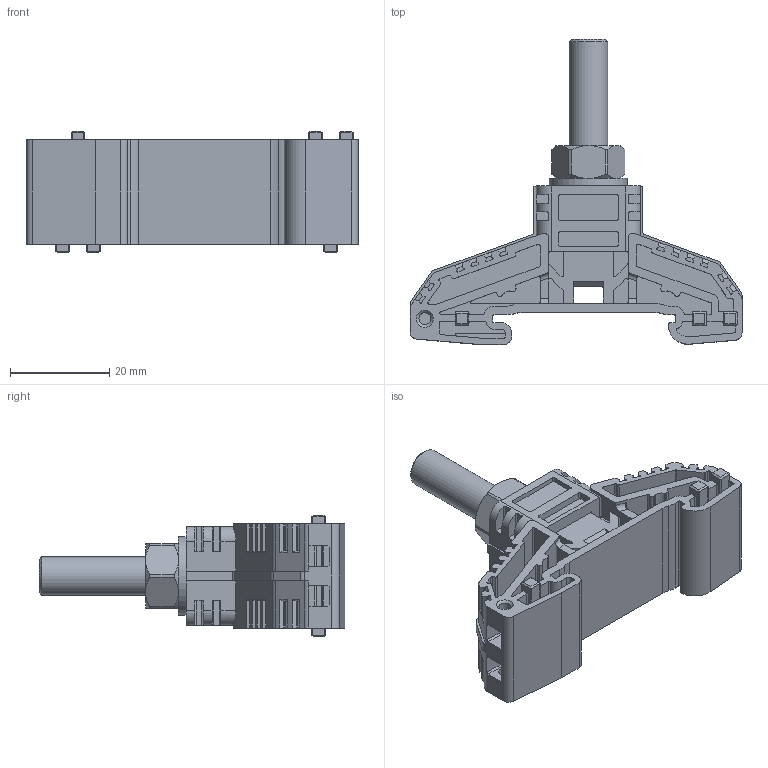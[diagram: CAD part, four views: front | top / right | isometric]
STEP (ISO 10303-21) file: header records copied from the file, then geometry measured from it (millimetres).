
FILE_DESCRIPTION(/* description */ (''),/* implementation_level */ '2;1');
FILE_NAME(/* name */ '17002_HSK50_M8_B_iso.stp',/* time_stamp */ '2011-08-05T12:37:26+02:00',/* author */ (''),/* organization */ (''),/* preprocessor_version */ 'ST-DEVELOPER v11',/* originating_system */ 'SIEMENS UGS NX 6.0',/* authorisation */ '');
FILE_SCHEMA (('CONFIG_CONTROL_DESIGN'));
Length unit declared in the file: millimetre
Products named in the file (1): 17002_HSK50_M8_B_iso
Bounding box: 67 x 61.6 x 24.6 mm (x, y, z)
Volume: 18991.3 mm3; surface area: 15398.4 mm2
Topology: 3 solids, 3 shells, 919 faces, 2683 edges, 1772 vertices
Faces by surface type: plane 558, cylinder 344, cone 17
Full cylindrical faces by diameter (mm): 2.4 x2, 6.5 x1, 7.794 x1, 8.5 x1, 12 x1, 15.8 x1
Entity records: 30921 total; most frequent: CARTESIAN_POINT 5957, ORIENTED_EDGE 5336, DIRECTION 5169, EDGE_CURVE 2668, LINE 1887, VECTOR 1887, VERTEX_POINT 1769, AXIS2_PLACEMENT_3D 1641
